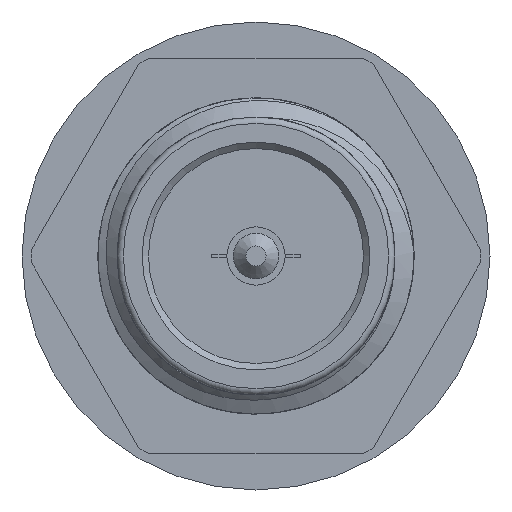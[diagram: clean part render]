
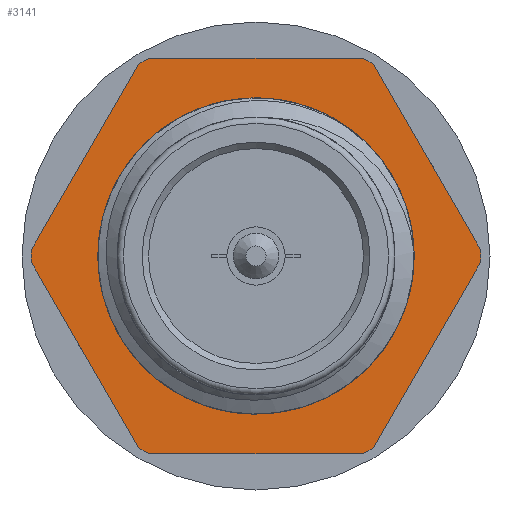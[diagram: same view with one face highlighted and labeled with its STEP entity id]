
A CAD part, left-side view. The second image highlights one B-rep face of the part: STEP entity #3141.
In plain terms, the highlighted planar face has unit normal (-1, 0, 0).
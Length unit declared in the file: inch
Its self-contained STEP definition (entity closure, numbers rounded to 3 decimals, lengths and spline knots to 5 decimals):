
#260 = DIRECTION ( 'NONE',  ( 1., 0., 0. ) ) ;
#312 = EDGE_CURVE ( 'NONE', #8992, #3409, #438, .T. ) ;
#359 = ORIENTED_EDGE ( 'NONE', *, *, #10973, .T. ) ;
#425 = DIRECTION ( 'NONE',  ( 0., 0.5, 0.866 ) ) ;
#438 = LINE ( 'NONE', #3666, #3361 ) ;
#485 = CARTESIAN_POINT ( 'NONE',  ( 0.24, 0., 0. ) ) ;
#588 = CIRCLE ( 'NONE', #12432, 0.17776 ) ;
#1139 = EDGE_CURVE ( 'NONE', #9588, #9588, #5082, .T. ) ;
#1450 = DIRECTION ( 'NONE',  ( 0., 1., 0. ) ) ;
#1461 = CIRCLE ( 'NONE', #11999, 0.17776 ) ;
#1947 = DIRECTION ( 'NONE',  ( 1., 0., 0. ) ) ;
#2161 = CARTESIAN_POINT ( 'NONE',  ( 0.24, -0.10989, 0. ) ) ;
#2213 = CARTESIAN_POINT ( 'NONE',  ( 0.24, 0., 0. ) ) ;
#2256 = CARTESIAN_POINT ( 'NONE',  ( 0.24, -0.17769, 0.00472 ) ) ;
#2361 = ORIENTED_EDGE ( 'NONE', *, *, #5321, .T. ) ;
#2369 = DIRECTION ( 'NONE',  ( 0., 1., 0. ) ) ;
#2440 = CARTESIAN_POINT ( 'NONE',  ( 0.24, 0., 0. ) ) ;
#2591 = EDGE_CURVE ( 'NONE', #9771, #6955, #2930, .T. ) ;
#2771 = VECTOR ( 'NONE', #425, 39.37008 ) ;
#2930 = CIRCLE ( 'NONE', #9523, 0.17776 ) ;
#3141 = ADVANCED_FACE ( 'NONE', ( #9694, #4405 ), #13055, .T. ) ;
#3308 = DIRECTION ( 'NONE',  ( 0., 1., 0. ) ) ;
#3361 = VECTOR ( 'NONE', #4703, 39.37008 ) ;
#3409 = VERTEX_POINT ( 'NONE', #3600 ) ;
#3585 = EDGE_CURVE ( 'NONE', #8992, #8183, #588, .T. ) ;
#3600 = CARTESIAN_POINT ( 'NONE',  ( 0.24, -0.08476, -0.15625 ) ) ;
#3666 = CARTESIAN_POINT ( 'NONE',  ( 0.24, 0.09021, -0.15625 ) ) ;
#3765 = EDGE_LOOP ( 'NONE', ( #9350 ) ) ;
#4051 = CIRCLE ( 'NONE', #7354, 0.17776 ) ;
#4405 = FACE_OUTER_BOUND ( 'NONE', #12571, .T. ) ;
#4449 = DIRECTION ( 'NONE',  ( 0., -1., 0. ) ) ;
#4459 = DIRECTION ( 'NONE',  ( 0., 1., 0. ) ) ;
#4485 = DIRECTION ( 'NONE',  ( 1., 0., 0. ) ) ;
#4649 = DIRECTION ( 'NONE',  ( 1., 0., 0. ) ) ;
#4663 = CARTESIAN_POINT ( 'NONE',  ( 0.24, -0.17769, -0.00472 ) ) ;
#4703 = DIRECTION ( 'NONE',  ( 0., -1., 0. ) ) ;
#5082 = CIRCLE ( 'NONE', #5743, 0.10989 ) ;
#5321 = EDGE_CURVE ( 'NONE', #8343, #8680, #12729, .T. ) ;
#5341 = EDGE_CURVE ( 'NONE', #8343, #12348, #1461, .T. ) ;
#5407 = ORIENTED_EDGE ( 'NONE', *, *, #10602, .F. ) ;
#5447 = LINE ( 'NONE', #6614, #8448 ) ;
#5490 = CARTESIAN_POINT ( 'NONE',  ( 0.24, 0., 0. ) ) ;
#5494 = CIRCLE ( 'NONE', #13170, 0.17776 ) ;
#5611 = VERTEX_POINT ( 'NONE', #8394 ) ;
#5743 = AXIS2_PLACEMENT_3D ( 'NONE', #9936, #4649, #4449 ) ;
#5822 = LINE ( 'NONE', #11939, #8617 ) ;
#5877 = CARTESIAN_POINT ( 'NONE',  ( 0.24, 0.09294, 0.15153 ) ) ;
#6067 = LINE ( 'NONE', #9227, #8143 ) ;
#6413 = CARTESIAN_POINT ( 'NONE',  ( 0.24, 0., 0. ) ) ;
#6423 = DIRECTION ( 'NONE',  ( 0., 1., 0. ) ) ;
#6579 = DIRECTION ( 'NONE',  ( 1., 0., 0. ) ) ;
#6614 = CARTESIAN_POINT ( 'NONE',  ( 0.24, -0.09021, 0.15625 ) ) ;
#6955 = VERTEX_POINT ( 'NONE', #9669 ) ;
#7354 = AXIS2_PLACEMENT_3D ( 'NONE', #2440, #6579, #2369 ) ;
#7481 = ORIENTED_EDGE ( 'NONE', *, *, #10295, .T. ) ;
#7583 = DIRECTION ( 'NONE',  ( 0., 1., 0. ) ) ;
#7620 = DIRECTION ( 'NONE',  ( 0., 0.5, -0.866 ) ) ;
#7628 = ORIENTED_EDGE ( 'NONE', *, *, #9890, .T. ) ;
#7837 = AXIS2_PLACEMENT_3D ( 'NONE', #485, #12920, #10930 ) ;
#8009 = ORIENTED_EDGE ( 'NONE', *, *, #9032, .F. ) ;
#8143 = VECTOR ( 'NONE', #8265, 39.37008 ) ;
#8183 = VERTEX_POINT ( 'NONE', #13271 ) ;
#8265 = DIRECTION ( 'NONE',  ( 0., -0.5, -0.866 ) ) ;
#8342 = CARTESIAN_POINT ( 'NONE',  ( 0.24, -0.09021, -0.15625 ) ) ;
#8343 = VERTEX_POINT ( 'NONE', #2256 ) ;
#8394 = CARTESIAN_POINT ( 'NONE',  ( 0.24, 0.17769, -0.00472 ) ) ;
#8448 = VECTOR ( 'NONE', #1450, 39.37008 ) ;
#8617 = VECTOR ( 'NONE', #7620, 39.37008 ) ;
#8650 = DIRECTION ( 'NONE',  ( 0., 1., 0. ) ) ;
#8680 = VERTEX_POINT ( 'NONE', #10855 ) ;
#8857 = VERTEX_POINT ( 'NONE', #12475 ) ;
#8992 = VERTEX_POINT ( 'NONE', #11702 ) ;
#9032 = EDGE_CURVE ( 'NONE', #5611, #10298, #5494, .T. ) ;
#9227 = CARTESIAN_POINT ( 'NONE',  ( 0.24, 0.18042, 0. ) ) ;
#9305 = DIRECTION ( 'NONE',  ( 0., -0.5, 0.866 ) ) ;
#9350 = ORIENTED_EDGE ( 'NONE', *, *, #1139, .T. ) ;
#9523 = AXIS2_PLACEMENT_3D ( 'NONE', #5490, #260, #4459 ) ;
#9539 = AXIS2_PLACEMENT_3D ( 'NONE', #13595, #10496, #8650 ) ;
#9588 = VERTEX_POINT ( 'NONE', #2161 ) ;
#9669 = CARTESIAN_POINT ( 'NONE',  ( 0.24, 0.08476, 0.15625 ) ) ;
#9694 = FACE_BOUND ( 'NONE', #3765, .T. ) ;
#9771 = VERTEX_POINT ( 'NONE', #5877 ) ;
#9840 = CARTESIAN_POINT ( 'NONE',  ( 0.24, -0.18042, 0. ) ) ;
#9890 = EDGE_CURVE ( 'NONE', #5611, #8183, #6067, .T. ) ;
#9936 = CARTESIAN_POINT ( 'NONE',  ( 0.24, 0., 0. ) ) ;
#9948 = ORIENTED_EDGE ( 'NONE', *, *, #3585, .F. ) ;
#9979 = CIRCLE ( 'NONE', #9539, 0.17776 ) ;
#9995 = ORIENTED_EDGE ( 'NONE', *, *, #13259, .T. ) ;
#10130 = EDGE_CURVE ( 'NONE', #8857, #8680, #4051, .T. ) ;
#10295 = EDGE_CURVE ( 'NONE', #8857, #6955, #5447, .T. ) ;
#10298 = VERTEX_POINT ( 'NONE', #10795 ) ;
#10496 = DIRECTION ( 'NONE',  ( 1., 0., 0. ) ) ;
#10593 = DIRECTION ( 'NONE',  ( 1., 0., 0. ) ) ;
#10602 = EDGE_CURVE ( 'NONE', #13115, #3409, #9979, .T. ) ;
#10795 = CARTESIAN_POINT ( 'NONE',  ( 0.24, 0.17769, 0.00472 ) ) ;
#10855 = CARTESIAN_POINT ( 'NONE',  ( 0.24, -0.09294, 0.15153 ) ) ;
#10930 = DIRECTION ( 'NONE',  ( 0., -1., 0. ) ) ;
#10973 = EDGE_CURVE ( 'NONE', #13115, #12348, #13563, .T. ) ;
#11082 = VECTOR ( 'NONE', #9305, 39.37008 ) ;
#11635 = ORIENTED_EDGE ( 'NONE', *, *, #2591, .F. ) ;
#11702 = CARTESIAN_POINT ( 'NONE',  ( 0.24, 0.08476, -0.15625 ) ) ;
#11939 = CARTESIAN_POINT ( 'NONE',  ( 0.24, 0.09021, 0.15625 ) ) ;
#11999 = AXIS2_PLACEMENT_3D ( 'NONE', #6413, #10593, #3308 ) ;
#12020 = ORIENTED_EDGE ( 'NONE', *, *, #5341, .F. ) ;
#12348 = VERTEX_POINT ( 'NONE', #4663 ) ;
#12432 = AXIS2_PLACEMENT_3D ( 'NONE', #2213, #1947, #6423 ) ;
#12475 = CARTESIAN_POINT ( 'NONE',  ( 0.24, -0.08476, 0.15625 ) ) ;
#12571 = EDGE_LOOP ( 'NONE', ( #11635, #9995, #8009, #7628, #9948, #13183, #5407, #359, #12020, #2361, #13539, #7481 ) ) ;
#12729 = LINE ( 'NONE', #9840, #2771 ) ;
#12800 = CARTESIAN_POINT ( 'NONE',  ( 0.24, 0., 0. ) ) ;
#12920 = DIRECTION ( 'NONE',  ( -1., 0., 0. ) ) ;
#13055 = PLANE ( 'NONE',  #7837 ) ;
#13115 = VERTEX_POINT ( 'NONE', #13215 ) ;
#13170 = AXIS2_PLACEMENT_3D ( 'NONE', #12800, #4485, #7583 ) ;
#13183 = ORIENTED_EDGE ( 'NONE', *, *, #312, .T. ) ;
#13215 = CARTESIAN_POINT ( 'NONE',  ( 0.24, -0.09294, -0.15153 ) ) ;
#13259 = EDGE_CURVE ( 'NONE', #9771, #10298, #5822, .T. ) ;
#13271 = CARTESIAN_POINT ( 'NONE',  ( 0.24, 0.09294, -0.15153 ) ) ;
#13539 = ORIENTED_EDGE ( 'NONE', *, *, #10130, .F. ) ;
#13563 = LINE ( 'NONE', #8342, #11082 ) ;
#13595 = CARTESIAN_POINT ( 'NONE',  ( 0.24, 0., 0. ) ) ;
